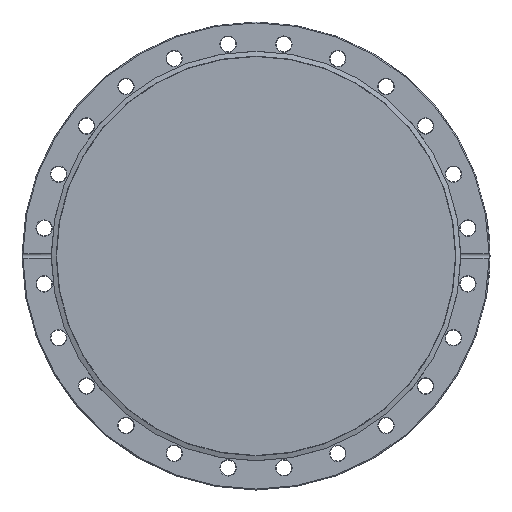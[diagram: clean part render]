
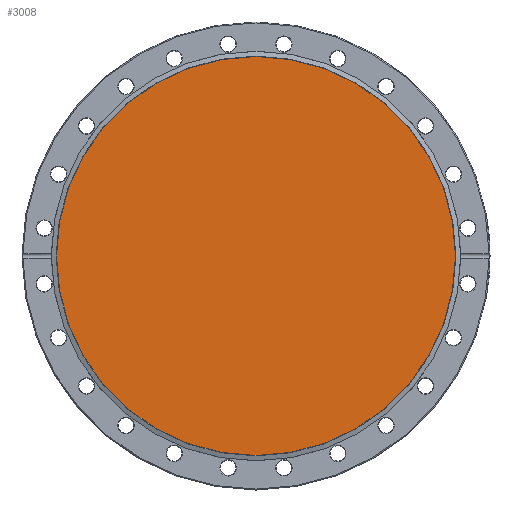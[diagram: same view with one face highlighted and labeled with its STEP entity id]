
A CAD part, front view. The second image highlights one B-rep face of the part: STEP entity #3008.
In plain terms, the highlighted planar face has unit normal (0, -1, 0).
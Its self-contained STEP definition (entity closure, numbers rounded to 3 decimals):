
#104=PLANE('',#3336);
#702=FACE_OUTER_BOUND('',#1022,.T.);
#1022=EDGE_LOOP('',(#2760));
#1204=CIRCLE('',#3337,108.264);
#1594=VERTEX_POINT('',#17060);
#1985=EDGE_CURVE('',#1594,#1594,#1204,.T.);
#2760=ORIENTED_EDGE('',*,*,#1985,.F.);
#3008=ADVANCED_FACE('',(#702),#104,.T.);
#3336=AXIS2_PLACEMENT_3D('',#17059,#4072,#4073);
#3337=AXIS2_PLACEMENT_3D('',#17061,#4074,#4075);
#4072=DIRECTION('center_axis',(0.,-1.,0.));
#4073=DIRECTION('ref_axis',(0.,0.,-1.));
#4074=DIRECTION('center_axis',(0.,1.,0.));
#4075=DIRECTION('ref_axis',(1.,0.,0.));
#17059=CARTESIAN_POINT('Origin',(-108.264,1.17,0.));
#17060=CARTESIAN_POINT('',(-108.264,1.17,0.));
#17061=CARTESIAN_POINT('Origin',(0.,1.17,0.));
